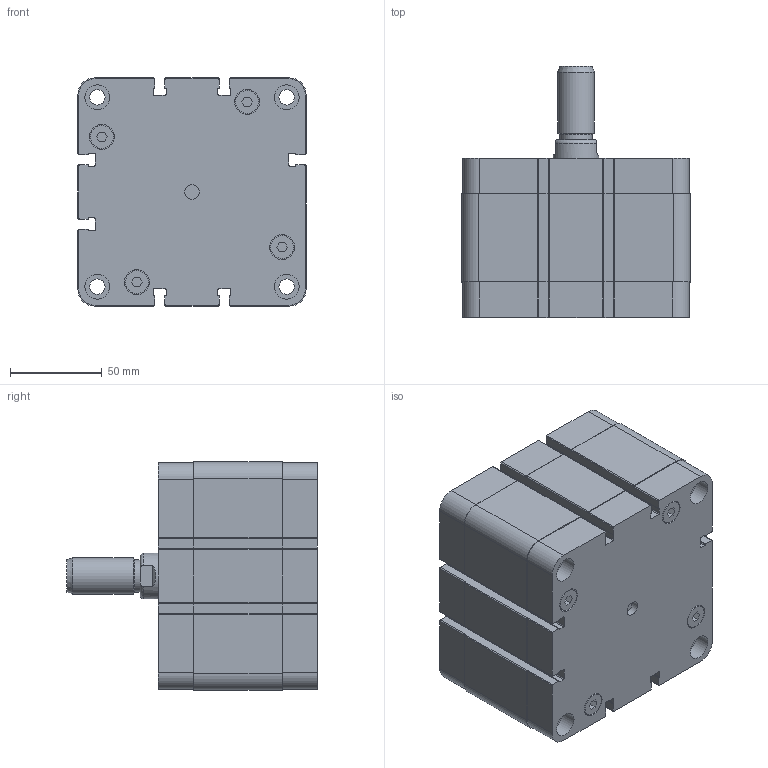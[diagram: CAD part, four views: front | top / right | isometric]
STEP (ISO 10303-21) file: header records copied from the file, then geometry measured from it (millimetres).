
FILE_DESCRIPTION((''),'2;1');
FILE_NAME('ADM100.020.GS.M.stp','2011-08-22T16:29:59',('Administrator'),(''),'Autodesk Inventor 2012','Autodesk Inventor 2012','');
FILE_SCHEMA(('AUTOMOTIVE_DESIGN { 1 0 10303 214 1 1 1 1 }'));
Length unit declared in the file: millimetre
Products named in the file (1): ADM100.020.GS.M
Bounding box: 124 x 136.5 x 124 mm (x, y, z)
Volume: 1270037.3 mm3; surface area: 101324.1 mm2
Topology: 1 solids, 1 shells, 378 faces, 1015 edges, 675 vertices
Faces by surface type: plane 214, cylinder 159, cone 4, torus 1
Full cylindrical faces by diameter (mm): 8 x1, 8.376 x4, 11.445 x2, 12.5 x8, 13.5 x16, 17.5 x1, 20 x1, 25 x1, 27 x1
Entity records: 12111 total; most frequent: CARTESIAN_POINT 2063, DIRECTION 2050, ORIENTED_EDGE 1942, EDGE_CURVE 971, AXIS2_PLACEMENT_3D 702, VERTEX_POINT 671, VECTOR 646, LINE 646
